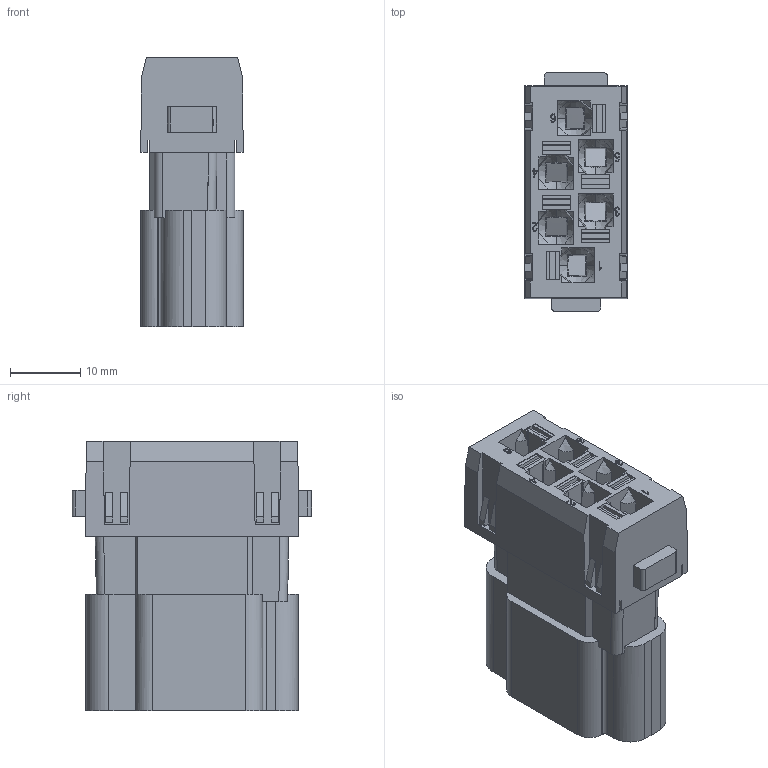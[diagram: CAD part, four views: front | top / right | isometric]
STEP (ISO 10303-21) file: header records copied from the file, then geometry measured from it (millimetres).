
FILE_DESCRIPTION(('CATIA V5 STEP Exchange','CAx-IF Rec.Pracs.--- Model Styling and Organization---1.4--- 2014-01-23'),'2;1');
FILE_NAME ('1255379-2_1', '2021-01-28T11:01:12+00:00', ('none'), ('Weidmueller'), 'CATIA Version 5-6 Release 2016 SP3 HF44', 'CATIA V5 STEP AP214', 'none');
FILE_SCHEMA(('AUTOMOTIVE_DESIGN { 1 0 10303 214 1 1 1 1 }'));
Length unit declared in the file: millimetre
Products named in the file (1): 2748420000
Bounding box: 14.6 x 34.16 x 38.55 mm (x, y, z)
Volume: 9924.7 mm3; surface area: 9520.2 mm2
Topology: 19 solids, 19 shells, 952 faces, 2655 edges, 1724 vertices
Faces by surface type: plane 785, cone 66, sphere 48, cylinder 47, extrusion 6
Entity records: 31088 total; most frequent: CARTESIAN_POINT 7720, ORIENTED_EDGE 5214, DIRECTION 4087, EDGE_CURVE 2607, VECTOR 2167, LINE 2161, VERTEX_POINT 1724, AXIS2_PLACEMENT_3D 1044
